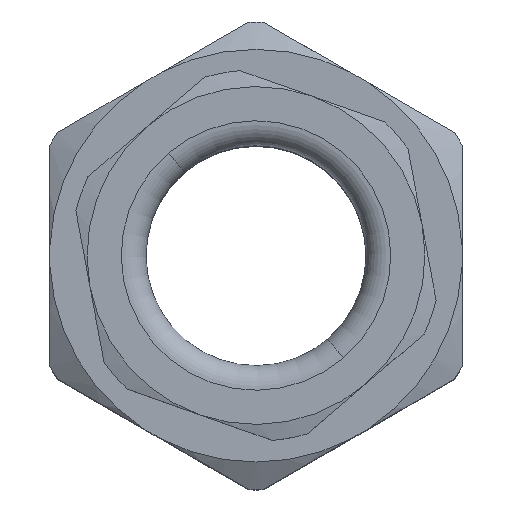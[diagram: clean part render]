
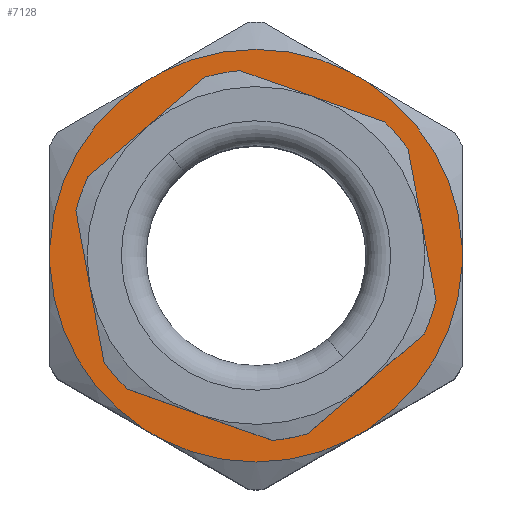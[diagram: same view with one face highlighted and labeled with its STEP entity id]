
A CAD part, top view. The second image highlights one B-rep face of the part: STEP entity #7128.
In plain terms, the highlighted planar face has unit normal (0, 0, 1).
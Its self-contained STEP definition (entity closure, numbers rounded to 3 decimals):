
#132 = ORIENTED_EDGE ( 'NONE', *, *, #37575, .T. ) ;
#705 = VECTOR ( 'NONE', #30629, 1000. ) ;
#855 = LINE ( 'NONE', #5260, #48027 ) ;
#1034 = EDGE_CURVE ( 'NONE', #46019, #36364, #21771, .T. ) ;
#1851 = ORIENTED_EDGE ( 'NONE', *, *, #26193, .T. ) ;
#2449 = CARTESIAN_POINT ( 'NONE',  ( -13.621, 21.003, 52. ) ) ;
#3304 = EDGE_CURVE ( 'NONE', #27814, #57555, #29838, .T. ) ;
#3798 = CARTESIAN_POINT ( 'NONE',  ( -25., 14.434, 52. ) ) ;
#4404 = EDGE_CURVE ( 'NONE', #36364, #33383, #36582, .T. ) ;
#4486 = CIRCLE ( 'NONE', #21413, 25.033 ) ;
#4553 = EDGE_CURVE ( 'NONE', #15216, #27814, #30938, .T. ) ;
#5260 = CARTESIAN_POINT ( 'NONE',  ( 0., 28.868, 52. ) ) ;
#5598 = ORIENTED_EDGE ( 'NONE', *, *, #27652, .T. ) ;
#6242 = ORIENTED_EDGE ( 'NONE', *, *, #4553, .T. ) ;
#6762 = DIRECTION ( 'NONE',  ( 1., 0., 0. ) ) ;
#7128 = ADVANCED_FACE ( 'NONE', ( #28882, #15603 ), #47175, .T. ) ;
#7564 = AXIS2_PLACEMENT_3D ( 'NONE', #46342, #23043, #36627 ) ;
#8520 = DIRECTION ( 'NONE',  ( 1., 0., 0. ) ) ;
#8605 = ORIENTED_EDGE ( 'NONE', *, *, #40092, .T. ) ;
#9020 = ORIENTED_EDGE ( 'NONE', *, *, #38192, .T. ) ;
#9396 = DIRECTION ( 'NONE',  ( 1., 0., 0. ) ) ;
#9808 = CARTESIAN_POINT ( 'NONE',  ( 25., 1.294, 52. ) ) ;
#9838 = VERTEX_POINT ( 'NONE', #2449 ) ;
#10373 = CIRCLE ( 'NONE', #7564, 25.033 ) ;
#10672 = ORIENTED_EDGE ( 'NONE', *, *, #45049, .T. ) ;
#11453 = CARTESIAN_POINT ( 'NONE',  ( 25., -1.294, 52. ) ) ;
#12192 = AXIS2_PLACEMENT_3D ( 'NONE', #25868, #57727, #22014 ) ;
#12934 = DIRECTION ( 'NONE',  ( 0., 0., 1. ) ) ;
#13122 = CARTESIAN_POINT ( 'NONE',  ( -11.379, 22.298, 52. ) ) ;
#13400 = EDGE_LOOP ( 'NONE', ( #40487, #43965, #10672, #9020, #132, #5598, #37606, #42281, #52540, #6242, #46911, #47132 ) ) ;
#14124 = DIRECTION ( 'NONE',  ( -0.866, -0.5, 0. ) ) ;
#15017 = AXIS2_PLACEMENT_3D ( 'NONE', #44230, #17972, #27103 ) ;
#15216 = VERTEX_POINT ( 'NONE', #45097 ) ;
#15309 = DIRECTION ( 'NONE',  ( 1., 0., 0. ) ) ;
#15603 = FACE_OUTER_BOUND ( 'NONE', #13400, .T. ) ;
#16792 = CARTESIAN_POINT ( 'NONE',  ( 11.379, -22.298, 52. ) ) ;
#17968 = VERTEX_POINT ( 'NONE', #45788 ) ;
#17972 = DIRECTION ( 'NONE',  ( 0., 0., 1. ) ) ;
#19602 = CARTESIAN_POINT ( 'NONE',  ( -19.25, 0., 52. ) ) ;
#19729 = DIRECTION ( 'NONE',  ( 0., 0., -1. ) ) ;
#20063 = VERTEX_POINT ( 'NONE', #13122 ) ;
#21413 = AXIS2_PLACEMENT_3D ( 'NONE', #34789, #12934, #8520 ) ;
#21771 = LINE ( 'NONE', #3798, #705 ) ;
#22014 = DIRECTION ( 'NONE',  ( 1., 0., 0. ) ) ;
#23043 = DIRECTION ( 'NONE',  ( 0., 0., 1. ) ) ;
#25834 = CARTESIAN_POINT ( 'NONE',  ( 0., 0., 52. ) ) ;
#25868 = CARTESIAN_POINT ( 'NONE',  ( 0., 0., 52. ) ) ;
#26193 = EDGE_CURVE ( 'NONE', #55636, #53939, #42260, .T. ) ;
#26221 = AXIS2_PLACEMENT_3D ( 'NONE', #31807, #45666, #9396 ) ;
#26364 = DIRECTION ( 'NONE',  ( 0., 1., 0. ) ) ;
#26455 = EDGE_CURVE ( 'NONE', #33383, #15216, #57626, .T. ) ;
#26847 = CARTESIAN_POINT ( 'NONE',  ( 25., 14.434, 52. ) ) ;
#27103 = DIRECTION ( 'NONE',  ( 1., 0., 0. ) ) ;
#27255 = AXIS2_PLACEMENT_3D ( 'NONE', #43597, #19729, #15309 ) ;
#27652 = EDGE_CURVE ( 'NONE', #9838, #46019, #4486, .T. ) ;
#27814 = VERTEX_POINT ( 'NONE', #16792 ) ;
#28882 = FACE_BOUND ( 'NONE', #45444, .T. ) ;
#29190 = CARTESIAN_POINT ( 'NONE',  ( 0., 0., 52. ) ) ;
#29838 = LINE ( 'NONE', #34556, #45033 ) ;
#30629 = DIRECTION ( 'NONE',  ( 0., -1., 0. ) ) ;
#30938 = CIRCLE ( 'NONE', #32840, 25.033 ) ;
#31354 = DIRECTION ( 'NONE',  ( 0.866, -0.5, 0. ) ) ;
#31803 = VERTEX_POINT ( 'NONE', #9808 ) ;
#31807 = CARTESIAN_POINT ( 'NONE',  ( 0., 0., 52. ) ) ;
#32840 = AXIS2_PLACEMENT_3D ( 'NONE', #56574, #56272, #35007 ) ;
#33383 = VERTEX_POINT ( 'NONE', #47916 ) ;
#34556 = CARTESIAN_POINT ( 'NONE',  ( 0., -28.868, 52. ) ) ;
#34789 = CARTESIAN_POINT ( 'NONE',  ( 0., 0., 52. ) ) ;
#35007 = DIRECTION ( 'NONE',  ( 1., 0., 0. ) ) ;
#35130 = EDGE_CURVE ( 'NONE', #57555, #54894, #39520, .T. ) ;
#35550 = EDGE_CURVE ( 'NONE', #31803, #45784, #37639, .T. ) ;
#36364 = VERTEX_POINT ( 'NONE', #48304 ) ;
#36582 = CIRCLE ( 'NONE', #26221, 25.033 ) ;
#36627 = DIRECTION ( 'NONE',  ( 1., 0., 0. ) ) ;
#36886 = CARTESIAN_POINT ( 'NONE',  ( 13.621, 21.003, 52. ) ) ;
#37575 = EDGE_CURVE ( 'NONE', #20063, #9838, #855, .T. ) ;
#37606 = ORIENTED_EDGE ( 'NONE', *, *, #1034, .T. ) ;
#37636 = CIRCLE ( 'NONE', #27255, 19.25 ) ;
#37639 = CIRCLE ( 'NONE', #15017, 25.033 ) ;
#38192 = EDGE_CURVE ( 'NONE', #17968, #20063, #10373, .T. ) ;
#39520 = CIRCLE ( 'NONE', #12192, 25.033 ) ;
#40092 = EDGE_CURVE ( 'NONE', #53939, #55636, #37636, .T. ) ;
#40194 = VECTOR ( 'NONE', #53714, 1000. ) ;
#40487 = ORIENTED_EDGE ( 'NONE', *, *, #48969, .T. ) ;
#40694 = CARTESIAN_POINT ( 'NONE',  ( 19.25, 0., 52. ) ) ;
#41509 = VECTOR ( 'NONE', #26364, 1000. ) ;
#42260 = CIRCLE ( 'NONE', #43179, 19.25 ) ;
#42281 = ORIENTED_EDGE ( 'NONE', *, *, #4404, .T. ) ;
#42759 = CARTESIAN_POINT ( 'NONE',  ( -25., 1.294, 52. ) ) ;
#43179 = AXIS2_PLACEMENT_3D ( 'NONE', #25834, #54142, #49131 ) ;
#43597 = CARTESIAN_POINT ( 'NONE',  ( 0., 0., 52. ) ) ;
#43965 = ORIENTED_EDGE ( 'NONE', *, *, #35550, .T. ) ;
#44230 = CARTESIAN_POINT ( 'NONE',  ( 0., 0., 52. ) ) ;
#44640 = CARTESIAN_POINT ( 'NONE',  ( 25., -14.434, 52. ) ) ;
#45033 = VECTOR ( 'NONE', #47829, 1000. ) ;
#45049 = EDGE_CURVE ( 'NONE', #45784, #17968, #49274, .T. ) ;
#45097 = CARTESIAN_POINT ( 'NONE',  ( -11.379, -22.298, 52. ) ) ;
#45444 = EDGE_LOOP ( 'NONE', ( #1851, #8605 ) ) ;
#45666 = DIRECTION ( 'NONE',  ( 0., 0., 1. ) ) ;
#45784 = VERTEX_POINT ( 'NONE', #36886 ) ;
#45788 = CARTESIAN_POINT ( 'NONE',  ( 11.379, 22.298, 52. ) ) ;
#46019 = VERTEX_POINT ( 'NONE', #42759 ) ;
#46128 = CARTESIAN_POINT ( 'NONE',  ( 13.621, -21.003, 52. ) ) ;
#46342 = CARTESIAN_POINT ( 'NONE',  ( 0., 0., 52. ) ) ;
#46897 = AXIS2_PLACEMENT_3D ( 'NONE', #29190, #52769, #6762 ) ;
#46911 = ORIENTED_EDGE ( 'NONE', *, *, #3304, .T. ) ;
#47132 = ORIENTED_EDGE ( 'NONE', *, *, #35130, .T. ) ;
#47175 = PLANE ( 'NONE',  #46897 ) ;
#47829 = DIRECTION ( 'NONE',  ( 0.866, 0.5, 0. ) ) ;
#47916 = CARTESIAN_POINT ( 'NONE',  ( -13.621, -21.003, 52. ) ) ;
#48027 = VECTOR ( 'NONE', #14124, 1000. ) ;
#48304 = CARTESIAN_POINT ( 'NONE',  ( -25., -1.294, 52. ) ) ;
#48969 = EDGE_CURVE ( 'NONE', #54894, #31803, #55904, .T. ) ;
#49131 = DIRECTION ( 'NONE',  ( 1., 0., 0. ) ) ;
#49274 = LINE ( 'NONE', #26847, #40194 ) ;
#52540 = ORIENTED_EDGE ( 'NONE', *, *, #26455, .T. ) ;
#52628 = VECTOR ( 'NONE', #31354, 1000. ) ;
#52769 = DIRECTION ( 'NONE',  ( 0., 0., 1. ) ) ;
#53496 = CARTESIAN_POINT ( 'NONE',  ( -25., -14.434, 52. ) ) ;
#53714 = DIRECTION ( 'NONE',  ( -0.866, 0.5, 0. ) ) ;
#53939 = VERTEX_POINT ( 'NONE', #19602 ) ;
#54142 = DIRECTION ( 'NONE',  ( 0., 0., -1. ) ) ;
#54894 = VERTEX_POINT ( 'NONE', #11453 ) ;
#55636 = VERTEX_POINT ( 'NONE', #40694 ) ;
#55904 = LINE ( 'NONE', #44640, #41509 ) ;
#56272 = DIRECTION ( 'NONE',  ( 0., 0., 1. ) ) ;
#56574 = CARTESIAN_POINT ( 'NONE',  ( 0., 0., 52. ) ) ;
#57555 = VERTEX_POINT ( 'NONE', #46128 ) ;
#57626 = LINE ( 'NONE', #53496, #52628 ) ;
#57727 = DIRECTION ( 'NONE',  ( 0., 0., 1. ) ) ;
